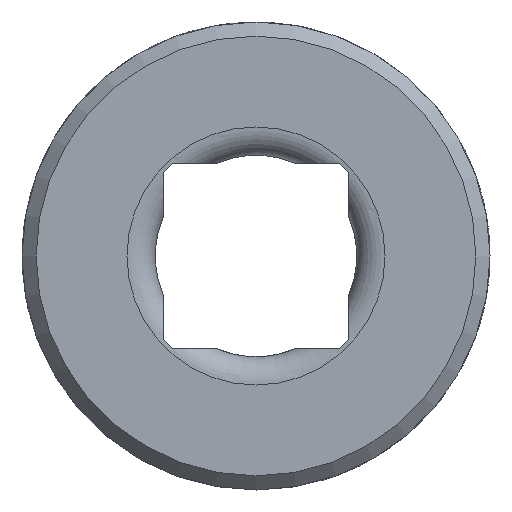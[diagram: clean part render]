
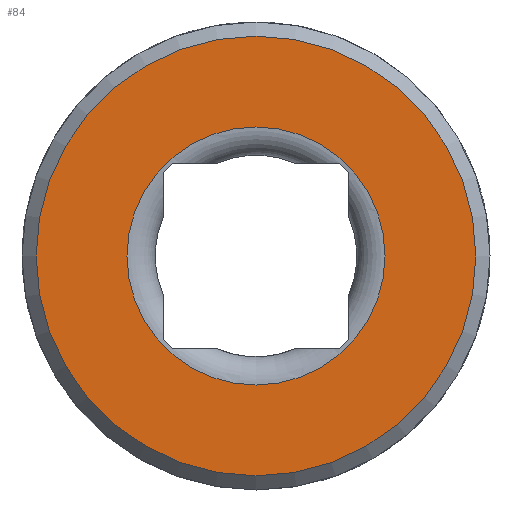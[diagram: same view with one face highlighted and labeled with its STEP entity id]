
A CAD part, left-side view. The second image highlights one B-rep face of the part: STEP entity #84.
In plain terms, the highlighted planar face has unit normal (-1, 0, 0).
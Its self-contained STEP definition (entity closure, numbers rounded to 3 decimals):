
#84 = ADVANCED_FACE( '', ( #221, #222 ), #223, .F. );
#221 = FACE_OUTER_BOUND( '', #415, .T. );
#222 = FACE_BOUND( '', #416, .T. );
#223 = PLANE( '', #417 );
#415 = EDGE_LOOP( '', ( #603 ) );
#416 = EDGE_LOOP( '', ( #604 ) );
#417 = AXIS2_PLACEMENT_3D( '', #605, #606, #607 );
#603 = ORIENTED_EDGE( '', *, *, #1156, .T. );
#604 = ORIENTED_EDGE( '', *, *, #1157, .T. );
#605 = CARTESIAN_POINT( '', ( -60., 0., 0. ) );
#606 = DIRECTION( '', ( 1., 0., 0. ) );
#607 = DIRECTION( '', ( 0., 0., -1. ) );
#1156 = EDGE_CURVE( '', #1373, #1373, #1374, .F. );
#1157 = EDGE_CURVE( '', #1375, #1375, #1376, .T. );
#1373 = VERTEX_POINT( '', #1691 );
#1374 = CIRCLE( '', #1692, 7.75 );
#1375 = VERTEX_POINT( '', #1693 );
#1376 = CIRCLE( '', #1694, 4.55 );
#1691 = CARTESIAN_POINT( '', ( -60., 0., -7.75 ) );
#1692 = AXIS2_PLACEMENT_3D( '', #2612, #2613, #2614 );
#1693 = CARTESIAN_POINT( '', ( -60., 0., -4.55 ) );
#1694 = AXIS2_PLACEMENT_3D( '', #2615, #2616, #2617 );
#2612 = CARTESIAN_POINT( '', ( -60., 0., 0. ) );
#2613 = DIRECTION( '', ( 1., 0., 0. ) );
#2614 = DIRECTION( '', ( 0., 0., -1. ) );
#2615 = CARTESIAN_POINT( '', ( -60., 0., 0. ) );
#2616 = DIRECTION( '', ( 1., 0., 0. ) );
#2617 = DIRECTION( '', ( 0., 0., -1. ) );
